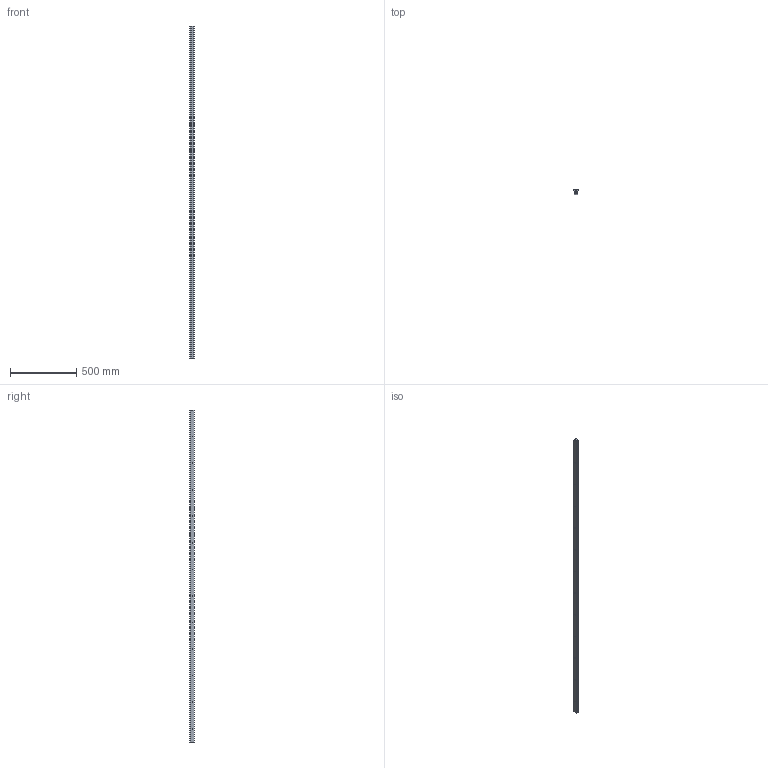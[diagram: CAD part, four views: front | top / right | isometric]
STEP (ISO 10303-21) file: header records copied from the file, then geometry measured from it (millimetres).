
FILE_DESCRIPTION (( 'STEP AP203' ), '1' );
FILE_NAME ('sone3D.STEP', '2015-01-09T04:48:55', ( '' ), ( '' ), 'SwSTEP 2.0', 'SolidWorks 2012', '' );
FILE_SCHEMA (( 'CONFIG_CONTROL_DESIGN' ));
Length unit declared in the file: millimetre
Products named in the file (4): sone3D; B-868-3_; B-868-3ベースB_; B-868-3ベースA_
Assembly tree (3 placements, depth 2):
  sone3D
    B-868-3ベースA_
    B-868-3ベースB_
    B-868-3_
Bounding box: 32 x 33.5 x 2500 mm (x, y, z)
Volume: 1713610.1 mm3; surface area: 1180491.3 mm2
Topology: 3 solids, 3 shells, 165 faces, 477 edges, 318 vertices
Faces by surface type: cylinder 120, plane 45
Entity records: 6157 total; most frequent: DIRECTION 1059, CARTESIAN_POINT 966, ORIENTED_EDGE 954, EDGE_CURVE 477, AXIS2_PLACEMENT_3D 411, VERTEX_POINT 318, EDGE_LOOP 261, CIRCLE 240
